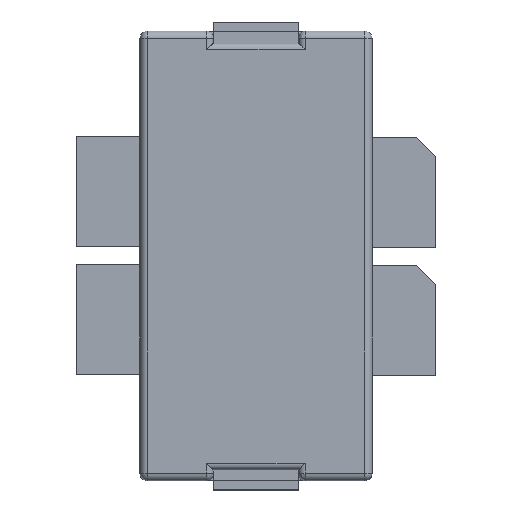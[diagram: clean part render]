
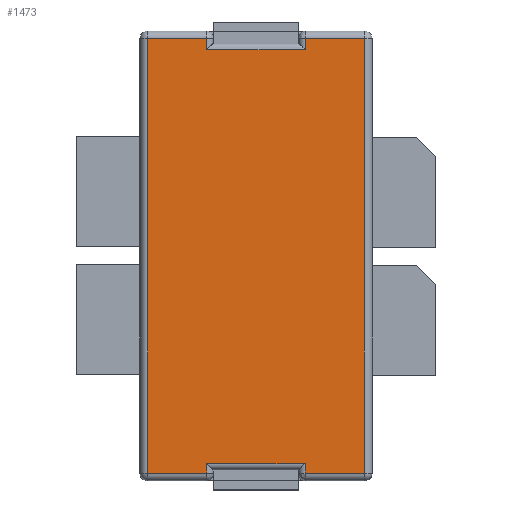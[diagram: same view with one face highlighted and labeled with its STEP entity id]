
A CAD part, top view. The second image highlights one B-rep face of the part: STEP entity #1473.
In plain terms, the highlighted planar face has unit normal (0, 0, 1).
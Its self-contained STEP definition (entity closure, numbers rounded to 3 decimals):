
#125=FACE_OUTER_BOUND('',#217,.T.);
#217=EDGE_LOOP('',(#1111,#1112,#1113,#1114,#1115,#1116,#1117,#1118,#1119,
#1120,#1121,#1122));
#339=LINE('',#2254,#509);
#342=LINE('',#2263,#512);
#344=LINE('',#2269,#514);
#347=LINE('',#2292,#517);
#349=LINE('',#2298,#519);
#350=LINE('',#2300,#520);
#351=LINE('',#2302,#521);
#352=LINE('',#2304,#522);
#353=LINE('',#2306,#523);
#354=LINE('',#2308,#524);
#355=LINE('',#2310,#525);
#356=LINE('',#2311,#526);
#509=VECTOR('',#1803,10.);
#512=VECTOR('',#1812,10.);
#514=VECTOR('',#1818,10.);
#517=VECTOR('',#1833,10.);
#519=VECTOR('',#1839,10.);
#520=VECTOR('',#1840,10.);
#521=VECTOR('',#1841,10.);
#522=VECTOR('',#1842,10.);
#523=VECTOR('',#1843,10.);
#524=VECTOR('',#1844,10.);
#525=VECTOR('',#1845,10.);
#526=VECTOR('',#1846,10.);
#662=VERTEX_POINT('',#2248);
#663=VERTEX_POINT('',#2253);
#666=VERTEX_POINT('',#2261);
#668=VERTEX_POINT('',#2267);
#673=VERTEX_POINT('',#2291);
#675=VERTEX_POINT('',#2297);
#676=VERTEX_POINT('',#2299);
#677=VERTEX_POINT('',#2301);
#678=VERTEX_POINT('',#2303);
#679=VERTEX_POINT('',#2305);
#680=VERTEX_POINT('',#2307);
#681=VERTEX_POINT('',#2309);
#816=EDGE_CURVE('',#663,#662,#339,.T.);
#821=EDGE_CURVE('',#666,#663,#342,.T.);
#824=EDGE_CURVE('',#668,#666,#344,.T.);
#831=EDGE_CURVE('',#662,#673,#347,.T.);
#834=EDGE_CURVE('',#675,#668,#349,.T.);
#835=EDGE_CURVE('',#676,#675,#350,.T.);
#836=EDGE_CURVE('',#677,#676,#351,.T.);
#837=EDGE_CURVE('',#678,#677,#352,.T.);
#838=EDGE_CURVE('',#679,#678,#353,.T.);
#839=EDGE_CURVE('',#680,#679,#354,.T.);
#840=EDGE_CURVE('',#681,#680,#355,.T.);
#841=EDGE_CURVE('',#673,#681,#356,.T.);
#1111=ORIENTED_EDGE('',*,*,#816,.F.);
#1112=ORIENTED_EDGE('',*,*,#821,.F.);
#1113=ORIENTED_EDGE('',*,*,#824,.F.);
#1114=ORIENTED_EDGE('',*,*,#834,.F.);
#1115=ORIENTED_EDGE('',*,*,#835,.F.);
#1116=ORIENTED_EDGE('',*,*,#836,.F.);
#1117=ORIENTED_EDGE('',*,*,#837,.F.);
#1118=ORIENTED_EDGE('',*,*,#838,.F.);
#1119=ORIENTED_EDGE('',*,*,#839,.F.);
#1120=ORIENTED_EDGE('',*,*,#840,.F.);
#1121=ORIENTED_EDGE('',*,*,#841,.F.);
#1122=ORIENTED_EDGE('',*,*,#831,.F.);
#1402=PLANE('',#1594);
#1473=ADVANCED_FACE('',(#125),#1402,.T.);
#1594=AXIS2_PLACEMENT_3D('',#2296,#1837,#1838);
#1803=DIRECTION('',(0.,1.,0.));
#1812=DIRECTION('',(1.,0.,0.));
#1818=DIRECTION('',(0.,-1.,0.));
#1833=DIRECTION('',(1.,0.,0.));
#1837=DIRECTION('center_axis',(0.,0.,1.));
#1838=DIRECTION('ref_axis',(1.,0.,0.));
#1839=DIRECTION('',(1.,0.,0.));
#1840=DIRECTION('',(0.,1.,0.));
#1841=DIRECTION('',(-1.,0.,0.));
#1842=DIRECTION('',(0.,-1.,0.));
#1843=DIRECTION('',(-1.,0.,0.));
#1844=DIRECTION('',(0.,1.,0.));
#1845=DIRECTION('',(-1.,0.,0.));
#1846=DIRECTION('',(0.,-1.,0.));
#2248=CARTESIAN_POINT('',(1.923,8.49,2.65));
#2253=CARTESIAN_POINT('',(1.923,8.06,2.65));
#2254=CARTESIAN_POINT('',(1.923,4.395,2.65));
#2261=CARTESIAN_POINT('',(-1.924,8.06,2.65));
#2263=CARTESIAN_POINT('',(0.,8.06,2.65));
#2267=CARTESIAN_POINT('',(-1.924,8.49,2.65));
#2269=CARTESIAN_POINT('',(-1.924,4.395,2.65));
#2291=CARTESIAN_POINT('',(4.235,8.49,2.65));
#2292=CARTESIAN_POINT('',(2.268,8.49,2.65));
#2296=CARTESIAN_POINT('Origin',(0.,0.,2.65));
#2297=CARTESIAN_POINT('',(-4.235,8.49,2.65));
#2298=CARTESIAN_POINT('',(2.268,8.49,2.65));
#2299=CARTESIAN_POINT('',(-4.235,-8.49,2.65));
#2300=CARTESIAN_POINT('',(-4.235,4.395,2.65));
#2301=CARTESIAN_POINT('',(-1.925,-8.49,2.65));
#2302=CARTESIAN_POINT('',(-2.268,-8.49,2.65));
#2303=CARTESIAN_POINT('',(-1.925,-8.115,2.65));
#2304=CARTESIAN_POINT('',(-1.925,-4.572,2.65));
#2305=CARTESIAN_POINT('',(1.919,-8.115,2.65));
#2306=CARTESIAN_POINT('',(-0.001,-8.115,2.65));
#2307=CARTESIAN_POINT('',(1.919,-8.49,2.65));
#2308=CARTESIAN_POINT('',(1.919,-4.572,2.65));
#2309=CARTESIAN_POINT('',(4.235,-8.49,2.65));
#2310=CARTESIAN_POINT('',(-2.268,-8.49,2.65));
#2311=CARTESIAN_POINT('',(4.235,-4.395,2.65));
